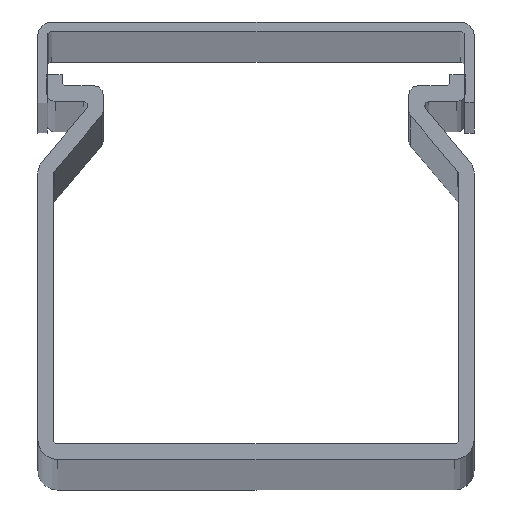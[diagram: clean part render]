
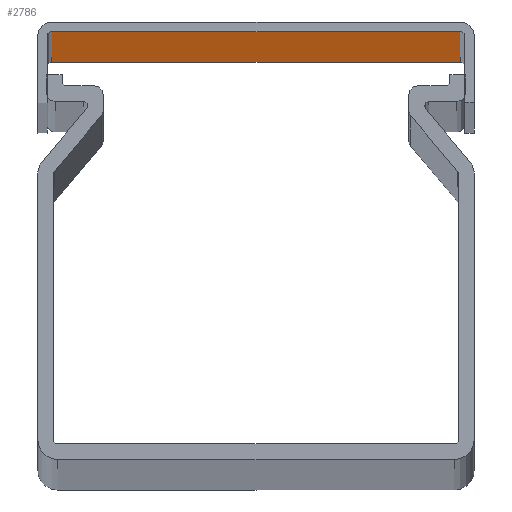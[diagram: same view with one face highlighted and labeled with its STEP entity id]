
A CAD part, top view. The second image highlights one B-rep face of the part: STEP entity #2786.
In plain terms, the highlighted planar face has unit normal (0, -1, 0).
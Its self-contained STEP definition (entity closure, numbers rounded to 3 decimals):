
#29 = CARTESIAN_POINT ( 'NONE',  ( 88.092, 102.908, 300. ) ) ;
#34 = DIRECTION ( 'NONE',  ( -1., 0., 0. ) ) ;
#36 = DIRECTION ( 'NONE',  ( 0., 0., -1. ) ) ;
#38 = DIRECTION ( 'NONE',  ( 0., -1., 0. ) ) ;
#44 = CARTESIAN_POINT ( 'NONE',  ( 88.092, 102.908, 0. ) ) ;
#123 = PLANE ( 'NONE',  #183 ) ;
#133 = EDGE_CURVE ( 'NONE', #943, #1171, #1780, .T. ) ;
#145 = FACE_OUTER_BOUND ( 'NONE', #437, .T. ) ;
#183 = AXIS2_PLACEMENT_3D ( 'NONE', #44, #38, #36 ) ;
#284 = VERTEX_POINT ( 'NONE', #1698 ) ;
#347 = ORIENTED_EDGE ( 'NONE', *, *, #133, .F. ) ;
#355 = EDGE_CURVE ( 'NONE', #284, #1171, #2015, .T. ) ;
#393 = EDGE_CURVE ( 'NONE', #943, #2616, #2810, .T. ) ;
#437 = EDGE_LOOP ( 'NONE', ( #1527, #347, #2613, #1974 ) ) ;
#853 = DIRECTION ( 'NONE',  ( -1., 0., 0. ) ) ;
#943 = VERTEX_POINT ( 'NONE', #1692 ) ;
#1048 = CARTESIAN_POINT ( 'NONE',  ( 88.092, 102.908, 300. ) ) ;
#1171 = VERTEX_POINT ( 'NONE', #1636 ) ;
#1527 = ORIENTED_EDGE ( 'NONE', *, *, #355, .T. ) ;
#1543 = DIRECTION ( 'NONE',  ( 0., 0., 1. ) ) ;
#1636 = CARTESIAN_POINT ( 'NONE',  ( 41.292, 102.908, -1700. ) ) ;
#1692 = CARTESIAN_POINT ( 'NONE',  ( 88.092, 102.908, -1700. ) ) ;
#1698 = CARTESIAN_POINT ( 'NONE',  ( 41.292, 102.908, 300. ) ) ;
#1756 = CARTESIAN_POINT ( 'NONE',  ( 88.092, 102.908, -1700. ) ) ;
#1780 = LINE ( 'NONE', #1756, #1803 ) ;
#1803 = VECTOR ( 'NONE', #853, 1000. ) ;
#1974 = ORIENTED_EDGE ( 'NONE', *, *, #2817, .T. ) ;
#2015 = LINE ( 'NONE', #2160, #2812 ) ;
#2160 = CARTESIAN_POINT ( 'NONE',  ( 41.292, 102.908, 0. ) ) ;
#2207 = CARTESIAN_POINT ( 'NONE',  ( 88.092, 102.908, 0. ) ) ;
#2234 = DIRECTION ( 'NONE',  ( 0., 0., -1. ) ) ;
#2535 = VECTOR ( 'NONE', #1543, 1000. ) ;
#2613 = ORIENTED_EDGE ( 'NONE', *, *, #393, .T. ) ;
#2616 = VERTEX_POINT ( 'NONE', #1048 ) ;
#2786 = ADVANCED_FACE ( 'NONE', ( #145 ), #123, .T. ) ;
#2810 = LINE ( 'NONE', #2207, #2535 ) ;
#2812 = VECTOR ( 'NONE', #2234, 1000. ) ;
#2817 = EDGE_CURVE ( 'NONE', #2616, #284, #2912, .T. ) ;
#2893 = VECTOR ( 'NONE', #34, 1000. ) ;
#2912 = LINE ( 'NONE', #29, #2893 ) ;
